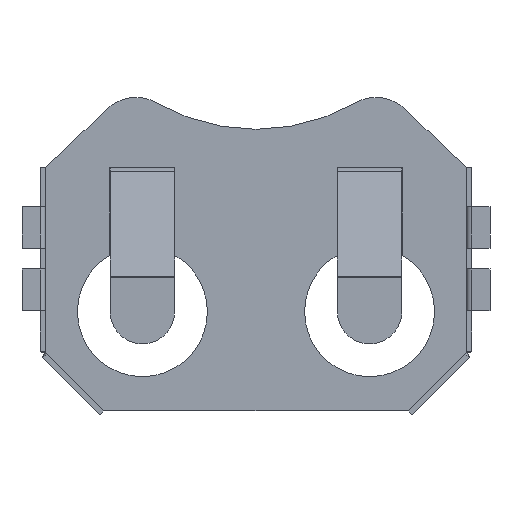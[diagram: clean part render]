
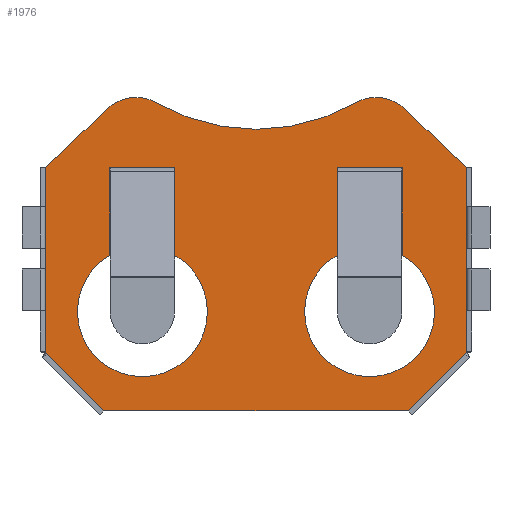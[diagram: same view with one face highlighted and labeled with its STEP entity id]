
A CAD part, front view. The second image highlights one B-rep face of the part: STEP entity #1976.
In plain terms, the highlighted planar face has unit normal (0, -1, 0).
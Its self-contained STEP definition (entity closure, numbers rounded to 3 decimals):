
#104=DIRECTION('',(0.,0.,-1.));
#105=VECTOR('',#104,8.977);
#106=CARTESIAN_POINT('',(-10.287,0.889,0.));
#107=LINE('',#106,#105);
#108=DIRECTION('',(-0.725,0.,-0.688));
#109=VECTOR('',#108,4.171);
#110=CARTESIAN_POINT('',(-7.262,0.889,2.871));
#111=LINE('',#110,#109);
#112=CARTESIAN_POINT('',(-5.863,0.889,1.397));
#113=DIRECTION('',(0.,-1.,0.));
#114=DIRECTION('',(0.,0.,1.));
#115=AXIS2_PLACEMENT_3D('',#112,#113,#114);
#117=CARTESIAN_POINT('',(-5.863,0.889,1.397));
#118=DIRECTION('',(0.,-1.,0.));
#119=DIRECTION('',(0.496,0.,0.868));
#120=AXIS2_PLACEMENT_3D('',#117,#118,#119);
#122=CARTESIAN_POINT('',(0.,0.889,11.65));
#123=DIRECTION('',(0.,1.,0.));
#124=DIRECTION('',(0.496,0.,-0.868));
#125=AXIS2_PLACEMENT_3D('',#122,#123,#124);
#127=CARTESIAN_POINT('',(5.863,0.889,1.397));
#128=DIRECTION('',(0.,-1.,0.));
#129=DIRECTION('',(0.,0.,1.));
#130=AXIS2_PLACEMENT_3D('',#127,#128,#129);
#132=CARTESIAN_POINT('',(5.863,0.889,1.397));
#133=DIRECTION('',(0.,-1.,0.));
#134=DIRECTION('',(0.688,0.,0.725));
#135=AXIS2_PLACEMENT_3D('',#132,#133,#134);
#137=DIRECTION('',(-0.725,0.,0.688));
#138=VECTOR('',#137,4.171);
#139=CARTESIAN_POINT('',(10.287,0.889,0.));
#140=LINE('',#139,#138);
#141=DIRECTION('',(0.707,0.,0.707));
#142=VECTOR('',#141,0.069);
#143=CARTESIAN_POINT('',(10.238,0.889,-9.095));
#144=LINE('',#143,#142);
#145=DIRECTION('',(0.707,0.,0.707));
#146=VECTOR('',#145,3.947);
#147=CARTESIAN_POINT('',(7.448,0.889,-11.885));
#148=LINE('',#147,#146);
#149=DIRECTION('',(1.,0.,0.));
#150=VECTOR('',#149,14.896);
#151=CARTESIAN_POINT('',(-7.448,0.889,-11.885));
#152=LINE('',#151,#150);
#153=DIRECTION('',(0.707,0.,-0.707));
#154=VECTOR('',#153,3.947);
#155=CARTESIAN_POINT('',(-10.238,0.889,-9.095));
#156=LINE('',#155,#154);
#157=DIRECTION('',(0.707,0.,-0.707));
#158=VECTOR('',#157,0.069);
#159=CARTESIAN_POINT('',(-10.287,0.889,-9.046));
#160=LINE('',#159,#158);
#161=CARTESIAN_POINT('',(-5.549,0.889,-7.037));
#162=DIRECTION('',(0.,1.,0.));
#163=DIRECTION('',(0.,0.,-1.));
#164=AXIS2_PLACEMENT_3D('',#161,#162,#163);
#166=CARTESIAN_POINT('',(-5.549,0.889,-7.037));
#167=DIRECTION('',(0.,1.,0.));
#168=DIRECTION('',(0.5,0.,0.866));
#169=AXIS2_PLACEMENT_3D('',#166,#167,#168);
#171=DIRECTION('',(0.,0.,-1.));
#172=VECTOR('',#171,4.288);
#173=CARTESIAN_POINT('',(7.137,0.889,0.));
#174=LINE('',#173,#172);
#175=DIRECTION('',(1.,0.,0.));
#176=VECTOR('',#175,0.013);
#177=CARTESIAN_POINT('',(7.124,0.889,0.));
#178=LINE('',#177,#176);
#179=DIRECTION('',(1.,0.,0.));
#180=VECTOR('',#179,0.013);
#181=CARTESIAN_POINT('',(3.962,0.889,0.));
#182=LINE('',#181,#180);
#183=DIRECTION('',(0.,0.,1.));
#184=VECTOR('',#183,4.288);
#185=CARTESIAN_POINT('',(3.962,0.889,-4.288));
#186=LINE('',#185,#184);
#187=CARTESIAN_POINT('',(5.549,0.889,-7.037));
#188=DIRECTION('',(0.,1.,0.));
#189=DIRECTION('',(0.,0.,-1.));
#190=AXIS2_PLACEMENT_3D('',#187,#188,#189);
#192=CARTESIAN_POINT('',(5.549,0.889,-7.037));
#193=DIRECTION('',(0.,1.,0.));
#194=DIRECTION('',(0.5,0.,0.866));
#195=AXIS2_PLACEMENT_3D('',#192,#193,#194);
#201=DIRECTION('',(0.,0.,1.));
#202=VECTOR('',#201,0.069);
#203=CARTESIAN_POINT('',(-10.287,0.889,-9.046));
#204=LINE('',#203,#202);
#364=DIRECTION('',(0.,0.,-1.));
#365=VECTOR('',#364,8.977);
#366=CARTESIAN_POINT('',(10.287,0.889,0.));
#367=LINE('',#366,#365);
#580=DIRECTION('',(0.,0.,-1.));
#581=VECTOR('',#580,0.069);
#582=CARTESIAN_POINT('',(10.287,0.889,-8.977));
#583=LINE('',#582,#581);
#892=DIRECTION('',(0.,0.,-1.));
#893=VECTOR('',#892,4.288);
#894=CARTESIAN_POINT('',(-7.137,0.889,0.));
#895=LINE('',#894,#893);
#908=DIRECTION('',(0.,0.,1.));
#909=VECTOR('',#908,4.288);
#910=CARTESIAN_POINT('',(-3.962,0.889,-4.288));
#911=LINE('',#910,#909);
#912=DIRECTION('',(-1.,0.,0.));
#913=VECTOR('',#912,0.013);
#914=CARTESIAN_POINT('',(-3.962,0.889,0.));
#915=LINE('',#914,#913);
#1023=DIRECTION('',(-1.,0.,0.));
#1024=VECTOR('',#1023,0.013);
#1025=CARTESIAN_POINT('',(-7.124,0.889,0.));
#1026=LINE('',#1025,#1024);
#1027=DIRECTION('',(-1.,0.,0.));
#1028=VECTOR('',#1027,3.15);
#1029=CARTESIAN_POINT('',(-3.975,0.889,0.));
#1030=LINE('',#1029,#1028);
#1276=DIRECTION('',(-1.,0.,0.));
#1277=VECTOR('',#1276,3.15);
#1278=CARTESIAN_POINT('',(7.124,0.889,0.));
#1279=LINE('',#1278,#1277);
#1405=CARTESIAN_POINT('',(7.137,0.889,0.));
#1407=VERTEX_POINT('',#1405);
#1436=CARTESIAN_POINT('',(-7.124,0.889,0.));
#1437=VERTEX_POINT('',#1436);
#1438=CARTESIAN_POINT('',(-3.975,0.889,0.));
#1440=VERTEX_POINT('',#1438);
#1443=CARTESIAN_POINT('',(-10.287,0.889,0.));
#1445=VERTEX_POINT('',#1443);
#1522=CARTESIAN_POINT('',(-7.262,0.889,2.871));
#1523=VERTEX_POINT('',#1522);
#1524=CARTESIAN_POINT('',(-10.287,0.889,-8.977));
#1526=VERTEX_POINT('',#1524);
#1528=CARTESIAN_POINT('',(-3.962,0.889,-4.288));
#1529=CARTESIAN_POINT('',(-3.962,0.889,0.));
#1530=VERTEX_POINT('',#1528);
#1531=VERTEX_POINT('',#1529);
#1550=CARTESIAN_POINT('',(-5.549,0.889,-10.212));
#1551=VERTEX_POINT('',#1550);
#1552=CARTESIAN_POINT('',(-7.137,0.889,-4.288));
#1553=VERTEX_POINT('',#1552);
#1558=CARTESIAN_POINT('',(7.124,0.889,0.));
#1560=VERTEX_POINT('',#1558);
#1578=CARTESIAN_POINT('',(7.448,0.889,-11.885));
#1579=VERTEX_POINT('',#1578);
#1615=CARTESIAN_POINT('',(10.287,0.889,-9.046));
#1617=VERTEX_POINT('',#1615);
#1620=CARTESIAN_POINT('',(-7.137,0.889,0.));
#1621=VERTEX_POINT('',#1620);
#1668=CARTESIAN_POINT('',(7.262,0.889,2.871));
#1669=CARTESIAN_POINT('',(5.863,0.889,3.429));
#1670=VERTEX_POINT('',#1668);
#1671=VERTEX_POINT('',#1669);
#1674=CARTESIAN_POINT('',(10.238,0.889,-9.095));
#1675=VERTEX_POINT('',#1674);
#1682=CARTESIAN_POINT('',(-7.448,0.889,-11.885));
#1683=VERTEX_POINT('',#1682);
#1684=CARTESIAN_POINT('',(-4.854,0.889,3.161));
#1685=CARTESIAN_POINT('',(-5.863,0.889,3.429));
#1686=VERTEX_POINT('',#1684);
#1687=VERTEX_POINT('',#1685);
#1692=CARTESIAN_POINT('',(5.549,0.889,-10.212));
#1693=CARTESIAN_POINT('',(3.962,0.889,-4.288));
#1694=VERTEX_POINT('',#1692);
#1695=VERTEX_POINT('',#1693);
#1696=CARTESIAN_POINT('',(7.137,0.889,-4.288));
#1697=VERTEX_POINT('',#1696);
#1702=CARTESIAN_POINT('',(10.287,0.889,0.));
#1703=VERTEX_POINT('',#1702);
#1704=CARTESIAN_POINT('',(-10.287,0.889,-9.046));
#1705=VERTEX_POINT('',#1704);
#1708=CARTESIAN_POINT('',(10.287,0.889,-8.977));
#1709=VERTEX_POINT('',#1708);
#1728=CARTESIAN_POINT('',(-10.238,0.889,-9.095));
#1729=VERTEX_POINT('',#1728);
#1754=CARTESIAN_POINT('',(4.854,0.889,3.161));
#1755=VERTEX_POINT('',#1754);
#1766=CARTESIAN_POINT('',(3.962,0.889,0.));
#1767=VERTEX_POINT('',#1766);
#1770=CARTESIAN_POINT('',(3.975,0.889,0.));
#1771=VERTEX_POINT('',#1770);
#1908=CARTESIAN_POINT('',(0.,0.889,11.65));
#1909=DIRECTION('',(0.,-1.,0.));
#1910=DIRECTION('',(0.,0.,-1.));
#1911=AXIS2_PLACEMENT_3D('',#1908,#1909,#1910);
#1912=PLANE('',#1911);
#1914=ORIENTED_EDGE('',*,*,#1913,.T.);
#1916=ORIENTED_EDGE('',*,*,#1915,.F.);
#1918=ORIENTED_EDGE('',*,*,#1917,.F.);
#1920=ORIENTED_EDGE('',*,*,#1919,.F.);
#1922=ORIENTED_EDGE('',*,*,#1921,.F.);
#1924=ORIENTED_EDGE('',*,*,#1923,.F.);
#1926=ORIENTED_EDGE('',*,*,#1925,.F.);
#1928=ORIENTED_EDGE('',*,*,#1927,.F.);
#1930=ORIENTED_EDGE('',*,*,#1929,.F.);
#1932=ORIENTED_EDGE('',*,*,#1931,.T.);
#1934=ORIENTED_EDGE('',*,*,#1933,.T.);
#1936=ORIENTED_EDGE('',*,*,#1935,.F.);
#1938=ORIENTED_EDGE('',*,*,#1937,.F.);
#1940=ORIENTED_EDGE('',*,*,#1939,.F.);
#1942=ORIENTED_EDGE('',*,*,#1941,.F.);
#1943=ORIENTED_EDGE('',*,*,#1898,.F.);
#1944=EDGE_LOOP('',(#1914,#1916,#1918,#1920,#1922,#1924,#1926,#1928,#1930,#1932,
#1934,#1936,#1938,#1940,#1942,#1943));
#1945=FACE_OUTER_BOUND('',#1944,.F.);
#1947=ORIENTED_EDGE('',*,*,#1946,.T.);
#1949=ORIENTED_EDGE('',*,*,#1948,.F.);
#1951=ORIENTED_EDGE('',*,*,#1950,.F.);
#1953=ORIENTED_EDGE('',*,*,#1952,.T.);
#1955=ORIENTED_EDGE('',*,*,#1954,.T.);
#1957=ORIENTED_EDGE('',*,*,#1956,.T.);
#1959=ORIENTED_EDGE('',*,*,#1958,.T.);
#1960=EDGE_LOOP('',(#1947,#1949,#1951,#1953,#1955,#1957,#1959));
#1961=FACE_BOUND('',#1960,.F.);
#1963=ORIENTED_EDGE('',*,*,#1962,.F.);
#1965=ORIENTED_EDGE('',*,*,#1964,.F.);
#1967=ORIENTED_EDGE('',*,*,#1966,.T.);
#1969=ORIENTED_EDGE('',*,*,#1968,.F.);
#1971=ORIENTED_EDGE('',*,*,#1970,.F.);
#1972=ORIENTED_EDGE('',*,*,#1787,.F.);
#1973=ORIENTED_EDGE('',*,*,#1785,.F.);
#1974=EDGE_LOOP('',(#1963,#1965,#1967,#1969,#1971,#1972,#1973));
#1975=FACE_BOUND('',#1974,.F.);
#116=CIRCLE('',#115,2.032);
#121=CIRCLE('',#120,2.032);
#126=CIRCLE('',#125,9.779);
#131=CIRCLE('',#130,2.032);
#136=CIRCLE('',#135,2.032);
#165=CIRCLE('',#164,3.175);
#170=CIRCLE('',#169,3.175);
#191=CIRCLE('',#190,3.175);
#196=CIRCLE('',#195,3.175);
#1785=EDGE_CURVE('',#1697,#1694,#196,.T.);
#1787=EDGE_CURVE('',#1694,#1695,#191,.T.);
#1898=EDGE_CURVE('',#1705,#1729,#160,.T.);
#1913=EDGE_CURVE('',#1705,#1526,#204,.T.);
#1915=EDGE_CURVE('',#1445,#1526,#107,.T.);
#1917=EDGE_CURVE('',#1523,#1445,#111,.T.);
#1919=EDGE_CURVE('',#1687,#1523,#116,.T.);
#1921=EDGE_CURVE('',#1686,#1687,#121,.T.);
#1923=EDGE_CURVE('',#1755,#1686,#126,.T.);
#1925=EDGE_CURVE('',#1671,#1755,#131,.T.);
#1927=EDGE_CURVE('',#1670,#1671,#136,.T.);
#1929=EDGE_CURVE('',#1703,#1670,#140,.T.);
#1931=EDGE_CURVE('',#1703,#1709,#367,.T.);
#1933=EDGE_CURVE('',#1709,#1617,#583,.T.);
#1935=EDGE_CURVE('',#1675,#1617,#144,.T.);
#1937=EDGE_CURVE('',#1579,#1675,#148,.T.);
#1939=EDGE_CURVE('',#1683,#1579,#152,.T.);
#1941=EDGE_CURVE('',#1729,#1683,#156,.T.);
#1946=EDGE_CURVE('',#1621,#1553,#895,.T.);
#1948=EDGE_CURVE('',#1551,#1553,#165,.T.);
#1950=EDGE_CURVE('',#1530,#1551,#170,.T.);
#1952=EDGE_CURVE('',#1530,#1531,#911,.T.);
#1954=EDGE_CURVE('',#1531,#1440,#915,.T.);
#1956=EDGE_CURVE('',#1440,#1437,#1030,.T.);
#1958=EDGE_CURVE('',#1437,#1621,#1026,.T.);
#1962=EDGE_CURVE('',#1407,#1697,#174,.T.);
#1964=EDGE_CURVE('',#1560,#1407,#178,.T.);
#1966=EDGE_CURVE('',#1560,#1771,#1279,.T.);
#1968=EDGE_CURVE('',#1767,#1771,#182,.T.);
#1970=EDGE_CURVE('',#1695,#1767,#186,.T.);
#1976=ADVANCED_FACE('',(#1945,#1961,#1975),#1912,.T.);
